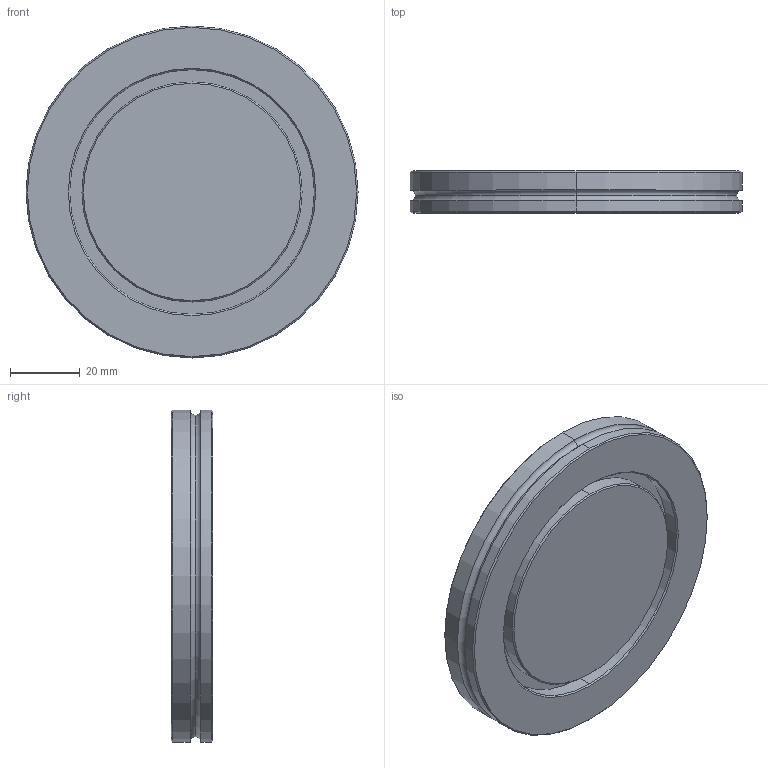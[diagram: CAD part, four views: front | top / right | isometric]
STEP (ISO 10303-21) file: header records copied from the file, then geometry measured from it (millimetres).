
FILE_DESCRIPTION (( 'STEP AP214' ), '1' );
FILE_NAME ('ISO-K-Blind-All.STEP', '2010-04-19T16:31:14', ( 'Hositrad' ), ( 'Hositrad' ), 'SwSTEP 2.0', 'SolidWorks 2010', '' );
FILE_SCHEMA (( 'AUTOMOTIVE_DESIGN' ));
Length unit declared in the file: millimetre
Products named in the file (1): ISO-K-Blind-All
Bounding box: 95 x 12 x 95 mm (x, y, z)
Volume: 77933.4 mm3; surface area: 20825.7 mm2
Topology: 1 solids, 1 shells, 34 faces, 66 edges, 38 vertices
Faces by surface type: cone 12, cylinder 12, plane 6, torus 4
Entity records: 902 total; most frequent: DIRECTION 178, CARTESIAN_POINT 139, ORIENTED_EDGE 132, AXIS2_PLACEMENT_3D 77, EDGE_CURVE 66, CIRCLE 42, VERTEX_POINT 38, EDGE_LOOP 38
